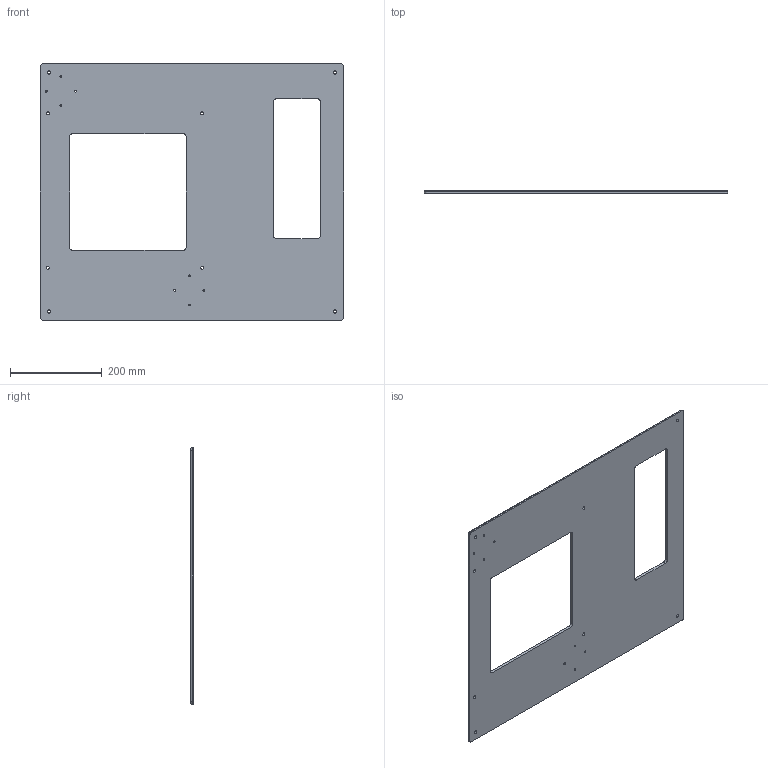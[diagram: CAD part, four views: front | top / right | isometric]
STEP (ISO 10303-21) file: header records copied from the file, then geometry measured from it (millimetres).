
FILE_DESCRIPTION (( 'STEP AP214' ), '1' );
FILE_NAME ('E4334DWG003_001.STEP', '2023-11-29T08:44:20', ( '' ), ( '' ), 'SwSTEP 2.0', 'SolidWorks 2021', '' );
FILE_SCHEMA (( 'AUTOMOTIVE_DESIGN' ));
Length unit declared in the file: inch
Products named in the file (1): E4334DWG003_001
Bounding box: 660.4 x 6.35 x 558.8 mm (x, y, z)
Volume: 1729563.4 mm3; surface area: 571695.5 mm2
Topology: 1 solids, 1 shells, 66 faces, 184 edges, 120 vertices
Faces by surface type: cylinder 48, plane 14, torus 4
Entity records: 2276 total; most frequent: DIRECTION 418, CARTESIAN_POINT 371, ORIENTED_EDGE 368, EDGE_CURVE 184, AXIS2_PLACEMENT_3D 167, VERTEX_POINT 120, EDGE_LOOP 102, CIRCLE 100
